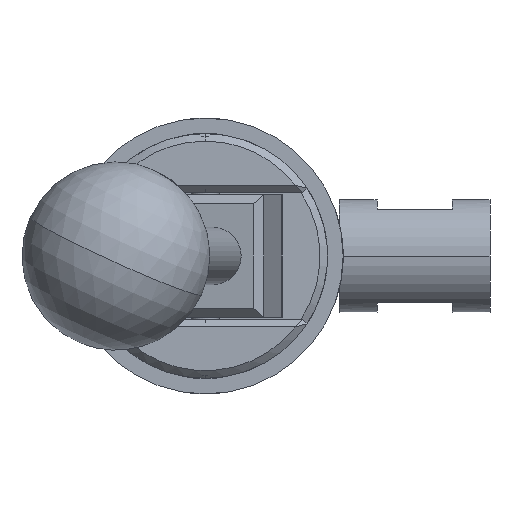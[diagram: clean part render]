
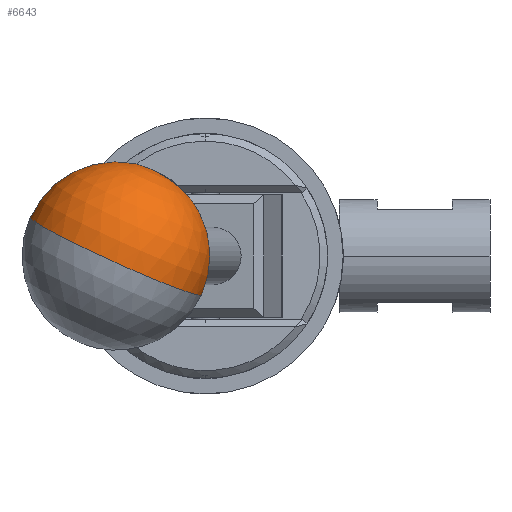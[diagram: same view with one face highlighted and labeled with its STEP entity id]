
A CAD part, front view. The second image highlights one B-rep face of the part: STEP entity #6643.
In plain terms, the highlighted spherical face has radius 15.875 mm.
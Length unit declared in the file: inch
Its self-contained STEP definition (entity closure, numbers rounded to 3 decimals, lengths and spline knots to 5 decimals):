
#1690 = EDGE_LOOP ( 'NONE', ( #31503, #10292, #17888, #10238 ) ) ;
#2797 = DIRECTION ( 'NONE',  ( -0.412, 0.065, -0.909 ) ) ;
#3312 = CARTESIAN_POINT ( 'NONE',  ( -0.72774, -8.61098, 0.10425 ) ) ;
#5654 = DIRECTION ( 'NONE',  ( -0.911, 0., 0.413 ) ) ;
#6084 = CARTESIAN_POINT ( 'NONE',  ( -0.69069, -9.8296, 0. ) ) ;
#6643 = ADVANCED_FACE ( 'NONE', ( #21702 ), #26732, .T. ) ;
#6696 = DIRECTION ( 'NONE',  ( -0.156, -0.988, 0. ) ) ;
#7261 = AXIS2_PLACEMENT_3D ( 'NONE', #17748, #6696, #34019 ) ;
#7694 = CARTESIAN_POINT ( 'NONE',  ( -0.40034, -8.66283, 0.22723 ) ) ;
#7934 = DIRECTION ( 'NONE',  ( 0.911, 0., -0.413 ) ) ;
#8875 = CIRCLE ( 'NONE', #24265, 0.625 ) ;
#9210 = AXIS2_PLACEMENT_3D ( 'NONE', #25273, #22397, #5654 ) ;
#9713 = CIRCLE ( 'NONE', #9210, 0.625 ) ;
#10238 = ORIENTED_EDGE ( 'NONE', *, *, #32499, .T. ) ;
#10292 = ORIENTED_EDGE ( 'NONE', *, *, #13767, .T. ) ;
#10464 = CARTESIAN_POINT ( 'NONE',  ( -0.59291, -9.2123, 0. ) ) ;
#13247 = CARTESIAN_POINT ( 'NONE',  ( -0.59291, -9.2123, 0. ) ) ;
#13767 = EDGE_CURVE ( 'NONE', #16163, #25227, #8875, .T. ) ;
#15420 = CIRCLE ( 'NONE', #30268, 0.25 ) ;
#16163 = VERTEX_POINT ( 'NONE', #6084 ) ;
#16748 = DIRECTION ( 'NONE',  ( -0.412, 0.065, -0.909 ) ) ;
#17748 = CARTESIAN_POINT ( 'NONE',  ( -0.5033, -8.64653, 0. ) ) ;
#17888 = ORIENTED_EDGE ( 'NONE', *, *, #19676, .T. ) ;
#19676 = EDGE_CURVE ( 'NONE', #25227, #33628, #15420, .T. ) ;
#20039 = EDGE_CURVE ( 'NONE', #16163, #31058, #9713, .T. ) ;
#20721 = AXIS2_PLACEMENT_3D ( 'NONE', #10464, #2797, #21516 ) ;
#21516 = DIRECTION ( 'NONE',  ( 0.898, -0.142, -0.417 ) ) ;
#21702 = FACE_OUTER_BOUND ( 'NONE', #1690, .T. ) ;
#22309 = CARTESIAN_POINT ( 'NONE',  ( -0.27887, -8.68207, -0.10425 ) ) ;
#22397 = DIRECTION ( 'NONE',  ( -0.412, 0.065, -0.909 ) ) ;
#22624 = CIRCLE ( 'NONE', #7261, 0.25 ) ;
#24265 = AXIS2_PLACEMENT_3D ( 'NONE', #13247, #32592, #7934 ) ;
#25227 = VERTEX_POINT ( 'NONE', #22309 ) ;
#25273 = CARTESIAN_POINT ( 'NONE',  ( -0.59291, -9.2123, 0. ) ) ;
#26732 = SPHERICAL_SURFACE ( 'NONE', #20721, 0.625 ) ;
#27636 = CARTESIAN_POINT ( 'NONE',  ( -0.5033, -8.64653, 0. ) ) ;
#30268 = AXIS2_PLACEMENT_3D ( 'NONE', #27636, #30844, #16748 ) ;
#30844 = DIRECTION ( 'NONE',  ( -0.156, -0.988, 0. ) ) ;
#31058 = VERTEX_POINT ( 'NONE', #3312 ) ;
#31503 = ORIENTED_EDGE ( 'NONE', *, *, #20039, .F. ) ;
#32499 = EDGE_CURVE ( 'NONE', #33628, #31058, #22624, .T. ) ;
#32592 = DIRECTION ( 'NONE',  ( 0.412, -0.065, 0.909 ) ) ;
#33628 = VERTEX_POINT ( 'NONE', #7694 ) ;
#34019 = DIRECTION ( 'NONE',  ( -0.412, 0.065, -0.909 ) ) ;
